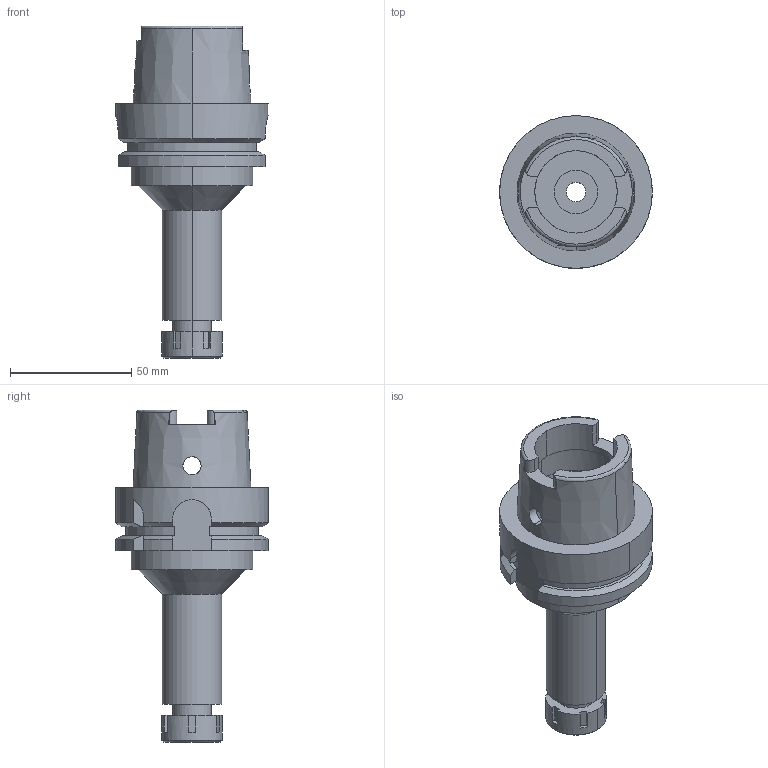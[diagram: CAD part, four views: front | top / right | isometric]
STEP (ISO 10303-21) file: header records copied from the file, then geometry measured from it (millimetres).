
FILE_DESCRIPTION (( 'STEP AP203' ), '1' );
FILE_NAME ('HSK-A63-NBS8-105.stp', '2019-09-13T16:00:51', ( '' ), ( '' ), 'SwSTEP 2.0', 'SolidWorks 2019', '' );
FILE_SCHEMA (( 'CONFIG_CONTROL_DESIGN' ));
Length unit declared in the file: millimetre
Products named in the file (7): HA63NB08105-080_ASM.stp; HSK-A63-NBS8-105-FreeParts; NBN8_1.stp; DXF_TEMP_ASSY_ASM_4_ASM.stp; HSK-A63-NBS8-105.stp; HSK-A63-NBS8-105; HSK-A63-NBS8-105_1.stp
Assembly tree (5 placements, depth 5):
  HSK-A63-NBS8-105-FreeParts
  HSK-A63-NBS8-105
    HSK-A63-NBS8-105.stp
      HA63NB08105-080_ASM.stp
        DXF_TEMP_ASSY_ASM_4_ASM.stp
          HSK-A63-NBS8-105_1.stp
          NBN8_1.stp
Bounding box: 63 x 63 x 137 mm (x, y, z)
Volume: 129080.7 mm3; surface area: 32327.5 mm2
Topology: 2 solids, 2 shells, 141 faces, 370 edges, 242 vertices
Faces by surface type: plane 70, cylinder 49, cone 18, torus 4
Entity records: 6097 total; most frequent: CARTESIAN_POINT 1847, DIRECTION 766, ORIENTED_EDGE 740, EDGE_CURVE 370, AXIS2_PLACEMENT_3D 288, VERTEX_POINT 242, LINE 190, VECTOR 190
